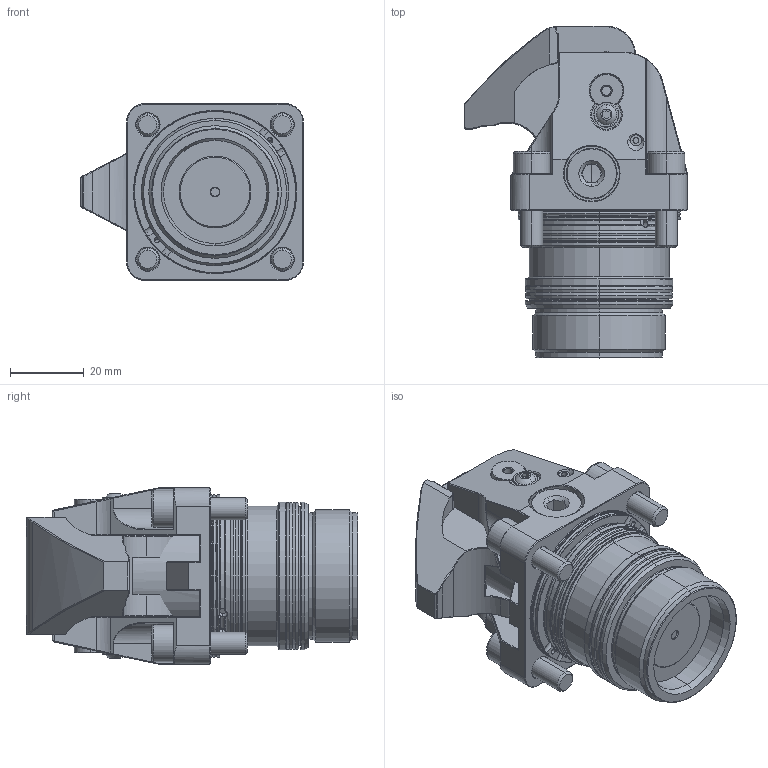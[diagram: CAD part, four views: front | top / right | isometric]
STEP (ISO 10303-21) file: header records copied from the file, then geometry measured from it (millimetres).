
FILE_DESCRIPTION (( 'STEP AP214' ), '1' );
FILE_NAME ('DLSP-A2807-010.step', '2025-12-19T09:42:27', ( '' ), ( '' ), 'SwSTEP 2.0', 'SolidWorks 2025', '' );
FILE_SCHEMA (( 'AUTOMOTIVE_DESIGN' ));
Length unit declared in the file: millimetre
Products named in the file (1): DLSP-A2807-010
Bounding box: 60.53 x 90.09 x 48 mm (x, y, z)
Volume: 122226.1 mm3; surface area: 36733.4 mm2
Topology: 18 solids, 18 shells, 903 faces, 2075 edges, 1245 vertices
Faces by surface type: plane 309, cone 245, cylinder 233, torus 80, bspline 32, sphere 4
Entity records: 30638 total; most frequent: CARTESIAN_POINT 10292, DIRECTION 4296, ORIENTED_EDGE 4122, EDGE_CURVE 2061, AXIS2_PLACEMENT_3D 1690, VERTEX_POINT 1245, EDGE_LOOP 980, LINE 916
